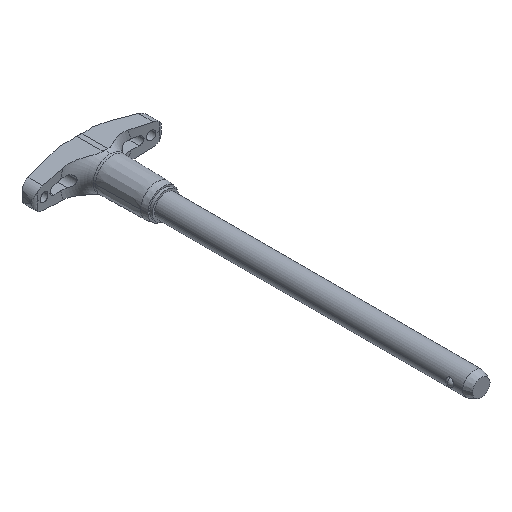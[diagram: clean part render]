
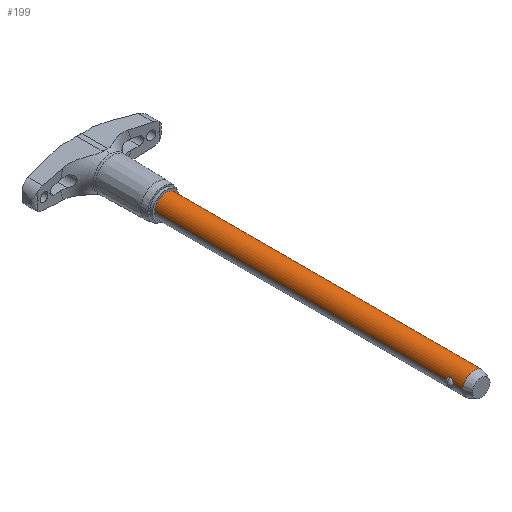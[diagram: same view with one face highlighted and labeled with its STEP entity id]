
A CAD part, isometric view. The second image highlights one B-rep face of the part: STEP entity #199.
In plain terms, the highlighted cylindrical face has radius 3.969 mm (diameter 7.938 mm), a partial arc.
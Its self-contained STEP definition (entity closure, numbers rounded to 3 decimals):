
#199=ADVANCED_FACE('',(#420),#421,.T.);
#420=FACE_OUTER_BOUND('',#659,.T.);
#421=CYLINDRICAL_SURFACE('',#660,3.969);
#659=EDGE_LOOP('',(#1208,#1209,#1210,#1211,#1212,#1213,#1214,#1215,#1216,#1217));
#660=AXIS2_PLACEMENT_3D('',#1218,#1219,#1220);
#1208=ORIENTED_EDGE('',*,*,#1686,.T.);
#1209=ORIENTED_EDGE('',*,*,#1528,.T.);
#1210=ORIENTED_EDGE('',*,*,#1687,.T.);
#1211=ORIENTED_EDGE('',*,*,#1688,.T.);
#1212=ORIENTED_EDGE('',*,*,#1646,.F.);
#1213=ORIENTED_EDGE('',*,*,#1689,.T.);
#1214=ORIENTED_EDGE('',*,*,#1690,.T.);
#1215=ORIENTED_EDGE('',*,*,#1663,.T.);
#1216=ORIENTED_EDGE('',*,*,#1691,.T.);
#1217=ORIENTED_EDGE('',*,*,#1628,.T.);
#1218=CARTESIAN_POINT('',(0.0,-54.991,0.0));
#1219=DIRECTION('',(-0.0,1.0,0.0));
#1220=DIRECTION('',(1.0,0.0,0.0));
#1528=EDGE_CURVE('',#1868,#1866,#1869,.T.);
#1628=EDGE_CURVE('',#1849,#1845,#2022,.T.);
#1646=EDGE_CURVE('',#2043,#2042,#2045,.T.);
#1663=EDGE_CURVE('',#2063,#2066,#2068,.T.);
#1686=EDGE_CURVE('',#1845,#1868,#2098,.T.);
#1687=EDGE_CURVE('',#1866,#2099,#2100,.T.);
#1688=EDGE_CURVE('',#2099,#2042,#2101,.T.);
#1689=EDGE_CURVE('',#2043,#2102,#2103,.T.);
#1690=EDGE_CURVE('',#2102,#2063,#2104,.T.);
#1691=EDGE_CURVE('',#2066,#1849,#2105,.T.);
#1845=VERTEX_POINT('',#2643);
#1849=VERTEX_POINT('',#2648);
#1866=VERTEX_POINT('',#2708);
#1868=VERTEX_POINT('',#2710);
#1869=B_SPLINE_CURVE_WITH_KNOTS('',3,(#2711,#2712,#2713,#2714,#2715,#2716,#2717,#2718,#2719,#2720,#2721,#2722,#2723,#2724),.UNSPECIFIED.,.F.,.F.,(4,2,2,2,2,2,4),(2.084,2.453,2.822,3.04,3.257,3.712,4.167),.UNSPECIFIED.);
#2022=CIRCLE('',#3294,3.969);
#2042=VERTEX_POINT('',#3390);
#2043=VERTEX_POINT('',#3391);
#2045=CIRCLE('',#3393,3.969);
#2063=VERTEX_POINT('',#3447);
#2066=VERTEX_POINT('',#3450);
#2068=B_SPLINE_CURVE_WITH_KNOTS('',3,(#3465,#3466,#3467,#3468,#3469,#3470,#3471,#3472,#3473,#3474,#3475,#3476,#3477,#3478),.UNSPECIFIED.,.F.,.F.,(4,2,2,2,2,2,4),(0.0,0.455,0.91,1.128,1.345,1.715,2.084),.UNSPECIFIED.);
#2098=LINE('',#3554,#3555);
#2099=VERTEX_POINT('',#3556);
#2100=B_SPLINE_CURVE_WITH_KNOTS('',3,(#3557,#3558,#3559,#3560,#3561,#3562,#3563,#3564,#3565,#3566,#3567,#3568,#3569,#3570),.UNSPECIFIED.,.F.,.F.,(4,2,2,2,2,2,4),(4.167,4.622,5.077,5.295,5.513,5.882,6.251),.UNSPECIFIED.);
#2101=LINE('',#3571,#3572);
#2102=VERTEX_POINT('',#3573);
#2103=LINE('',#3574,#3575);
#2104=B_SPLINE_CURVE_WITH_KNOTS('',3,(#3576,#3577,#3578,#3579,#3580,#3581,#3582,#3583,#3584,#3585,#3586,#3587,#3588,#3589),.UNSPECIFIED.,.F.,.F.,(4,2,2,2,2,2,4),(6.251,6.62,6.989,7.207,7.425,7.88,8.335),.UNSPECIFIED.);
#2105=LINE('',#3590,#3591);
#2643=CARTESIAN_POINT('',(3.969,-107.467,0.0));
#2648=CARTESIAN_POINT('',(-3.969,-107.467,0.));
#2708=CARTESIAN_POINT('',(3.7,-102.923,1.435));
#2710=CARTESIAN_POINT('',(3.969,-104.247,0.));
#2711=CARTESIAN_POINT('',(3.969,-104.247,0.0));
#2712=CARTESIAN_POINT('',(3.969,-104.247,0.123));
#2713=CARTESIAN_POINT('',(3.963,-104.232,0.257));
#2714=CARTESIAN_POINT('',(3.937,-104.168,0.514));
#2715=CARTESIAN_POINT('',(3.919,-104.118,0.638));
#2716=CARTESIAN_POINT('',(3.886,-104.026,0.807));
#2717=CARTESIAN_POINT('',(3.872,-103.983,0.873));
#2718=CARTESIAN_POINT('',(3.842,-103.887,0.996));
#2719=CARTESIAN_POINT('',(3.827,-103.834,1.053));
#2720=CARTESIAN_POINT('',(3.784,-103.671,1.201));
#2721=CARTESIAN_POINT('',(3.754,-103.534,1.289));
#2722=CARTESIAN_POINT('',(3.712,-103.236,1.406));
#2723=CARTESIAN_POINT('',(3.7,-103.075,1.435));
#2724=CARTESIAN_POINT('',(3.7,-102.923,1.435));
#3294=AXIS2_PLACEMENT_3D('',#4036,#4037,#4038);
#3390=CARTESIAN_POINT('',(3.969,0.0,0.0));
#3391=CARTESIAN_POINT('',(-3.969,0.0,0.));
#3393=AXIS2_PLACEMENT_3D('',#4063,#4064,#4065);
#3447=CARTESIAN_POINT('',(-3.7,-102.923,1.435));
#3450=CARTESIAN_POINT('',(-3.969,-104.247,0.));
#3465=CARTESIAN_POINT('',(-3.7,-102.923,1.435));
#3466=CARTESIAN_POINT('',(-3.7,-103.075,1.435));
#3467=CARTESIAN_POINT('',(-3.712,-103.236,1.406));
#3468=CARTESIAN_POINT('',(-3.754,-103.534,1.289));
#3469=CARTESIAN_POINT('',(-3.784,-103.671,1.201));
#3470=CARTESIAN_POINT('',(-3.827,-103.834,1.053));
#3471=CARTESIAN_POINT('',(-3.842,-103.887,0.996));
#3472=CARTESIAN_POINT('',(-3.872,-103.983,0.873));
#3473=CARTESIAN_POINT('',(-3.886,-104.026,0.807));
#3474=CARTESIAN_POINT('',(-3.919,-104.118,0.638));
#3475=CARTESIAN_POINT('',(-3.937,-104.168,0.514));
#3476=CARTESIAN_POINT('',(-3.963,-104.232,0.257));
#3477=CARTESIAN_POINT('',(-3.969,-104.247,0.123));
#3478=CARTESIAN_POINT('',(-3.969,-104.247,0.));
#3554=CARTESIAN_POINT('',(3.969,-54.991,0.));
#3555=VECTOR('',#4104,1.0);
#3556=CARTESIAN_POINT('',(3.969,-101.6,0.));
#3557=CARTESIAN_POINT('',(3.7,-102.923,1.435));
#3558=CARTESIAN_POINT('',(3.7,-102.772,1.435));
#3559=CARTESIAN_POINT('',(3.712,-102.61,1.406));
#3560=CARTESIAN_POINT('',(3.754,-102.312,1.289));
#3561=CARTESIAN_POINT('',(3.784,-102.176,1.201));
#3562=CARTESIAN_POINT('',(3.827,-102.013,1.053));
#3563=CARTESIAN_POINT('',(3.842,-101.96,0.996));
#3564=CARTESIAN_POINT('',(3.872,-101.864,0.873));
#3565=CARTESIAN_POINT('',(3.886,-101.821,0.807));
#3566=CARTESIAN_POINT('',(3.919,-101.728,0.638));
#3567=CARTESIAN_POINT('',(3.937,-101.679,0.514));
#3568=CARTESIAN_POINT('',(3.963,-101.615,0.257));
#3569=CARTESIAN_POINT('',(3.969,-101.6,0.123));
#3570=CARTESIAN_POINT('',(3.969,-101.6,0.));
#3571=CARTESIAN_POINT('',(3.969,-54.991,0.));
#3572=VECTOR('',#4105,1.0);
#3573=CARTESIAN_POINT('',(-3.969,-101.6,0.));
#3574=CARTESIAN_POINT('',(-3.969,-54.991,0.));
#3575=VECTOR('',#4106,1.0);
#3576=CARTESIAN_POINT('',(-3.969,-101.6,0.));
#3577=CARTESIAN_POINT('',(-3.969,-101.6,0.123));
#3578=CARTESIAN_POINT('',(-3.963,-101.615,0.257));
#3579=CARTESIAN_POINT('',(-3.937,-101.679,0.514));
#3580=CARTESIAN_POINT('',(-3.919,-101.728,0.638));
#3581=CARTESIAN_POINT('',(-3.886,-101.821,0.807));
#3582=CARTESIAN_POINT('',(-3.872,-101.864,0.873));
#3583=CARTESIAN_POINT('',(-3.842,-101.96,0.996));
#3584=CARTESIAN_POINT('',(-3.827,-102.013,1.053));
#3585=CARTESIAN_POINT('',(-3.784,-102.176,1.201));
#3586=CARTESIAN_POINT('',(-3.754,-102.312,1.289));
#3587=CARTESIAN_POINT('',(-3.712,-102.61,1.406));
#3588=CARTESIAN_POINT('',(-3.7,-102.772,1.435));
#3589=CARTESIAN_POINT('',(-3.7,-102.923,1.435));
#3590=CARTESIAN_POINT('',(-3.969,-54.991,0.));
#3591=VECTOR('',#4107,1.0);
#4036=CARTESIAN_POINT('',(0.0,-107.467,0.0));
#4037=DIRECTION('',(0.,1.0,0.0));
#4038=DIRECTION('',(1.0,0.,0.0));
#4063=CARTESIAN_POINT('',(0.0,0.0,0.0));
#4064=DIRECTION('',(-0.0,1.0,0.0));
#4065=DIRECTION('',(1.0,0.0,0.0));
#4104=DIRECTION('',(0.0,1.0,0.0));
#4105=DIRECTION('',(0.0,1.0,0.0));
#4106=DIRECTION('',(-0.0,-1.0,-0.0));
#4107=DIRECTION('',(-0.0,-1.0,-0.0));
